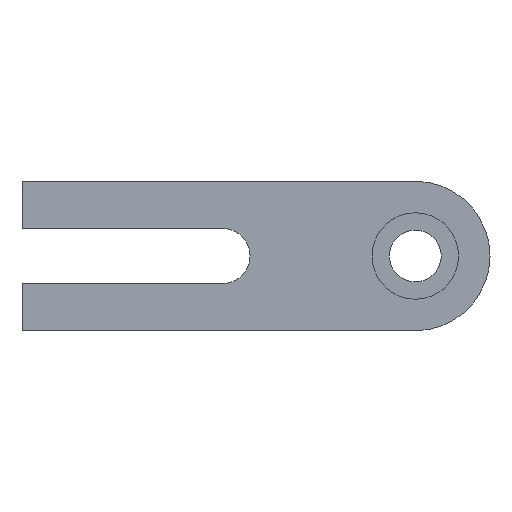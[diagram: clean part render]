
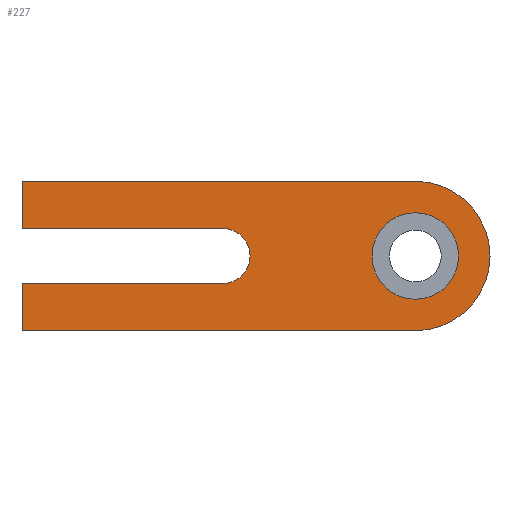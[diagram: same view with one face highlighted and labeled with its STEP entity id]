
A CAD part, front view. The second image highlights one B-rep face of the part: STEP entity #227.
In plain terms, the highlighted planar face has unit normal (0, -1, 0).
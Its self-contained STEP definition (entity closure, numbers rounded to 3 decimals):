
#1 = CARTESIAN_POINT ( 'NONE',  ( -24.5, 0., 0. ) ) ;
#2 = EDGE_CURVE ( 'NONE', #190, #643, #219, .T. ) ;
#4 = CARTESIAN_POINT ( 'NONE',  ( 0., 0., 9.5 ) ) ;
#8 = CARTESIAN_POINT ( 'NONE',  ( -24.5, 0., -3.5 ) ) ;
#14 = EDGE_CURVE ( 'NONE', #119, #366, #376, .T. ) ;
#16 = CARTESIAN_POINT ( 'NONE',  ( -50., 0., 9.5 ) ) ;
#17 = CARTESIAN_POINT ( 'NONE',  ( 0., 0., 0. ) ) ;
#18 = ORIENTED_EDGE ( 'NONE', *, *, #426, .T. ) ;
#22 = EDGE_LOOP ( 'NONE', ( #537, #581 ) ) ;
#28 = CARTESIAN_POINT ( 'NONE',  ( 0., 0., 0. ) ) ;
#43 = VERTEX_POINT ( 'NONE', #568 ) ;
#51 = EDGE_CURVE ( 'NONE', #643, #361, #363, .T. ) ;
#61 = DIRECTION ( 'NONE',  ( 0., 0., 1. ) ) ;
#72 = CARTESIAN_POINT ( 'NONE',  ( -50., 0., 3.5 ) ) ;
#79 = PLANE ( 'NONE',  #622 ) ;
#81 = VECTOR ( 'NONE', #554, 1000. ) ;
#97 = DIRECTION ( 'NONE',  ( 0., 0., 1. ) ) ;
#98 = CARTESIAN_POINT ( 'NONE',  ( -50., 0., 9.5 ) ) ;
#99 = FACE_BOUND ( 'NONE', #22, .T. ) ;
#104 = ORIENTED_EDGE ( 'NONE', *, *, #2, .F. ) ;
#111 = ORIENTED_EDGE ( 'NONE', *, *, #14, .T. ) ;
#112 = EDGE_CURVE ( 'NONE', #178, #415, #239, .T. ) ;
#113 = ORIENTED_EDGE ( 'NONE', *, *, #51, .F. ) ;
#119 = VERTEX_POINT ( 'NONE', #498 ) ;
#125 = DIRECTION ( 'NONE',  ( 0., 1., 0. ) ) ;
#137 = DIRECTION ( 'NONE',  ( 0., 1., 0. ) ) ;
#140 = EDGE_CURVE ( 'NONE', #190, #119, #388, .T. ) ;
#150 = DIRECTION ( 'NONE',  ( -1., 0., 0. ) ) ;
#152 = CARTESIAN_POINT ( 'NONE',  ( -50., 0., -9.5 ) ) ;
#154 = LINE ( 'NONE', #459, #381 ) ;
#156 = AXIS2_PLACEMENT_3D ( 'NONE', #648, #455, #403 ) ;
#176 = EDGE_CURVE ( 'NONE', #361, #43, #254, .T. ) ;
#178 = VERTEX_POINT ( 'NONE', #583 ) ;
#180 = DIRECTION ( 'NONE',  ( 0., 0., 1. ) ) ;
#190 = VERTEX_POINT ( 'NONE', #395 ) ;
#192 = CARTESIAN_POINT ( 'NONE',  ( 0., 0., -5.5 ) ) ;
#203 = ORIENTED_EDGE ( 'NONE', *, *, #140, .T. ) ;
#219 = LINE ( 'NONE', #152, #81 ) ;
#220 = EDGE_CURVE ( 'NONE', #652, #277, #508, .T. ) ;
#227 = ADVANCED_FACE ( 'NONE', ( #99, #535 ), #79, .F. ) ;
#236 = CARTESIAN_POINT ( 'NONE',  ( 0., 0., 0. ) ) ;
#239 = LINE ( 'NONE', #378, #245 ) ;
#243 = EDGE_LOOP ( 'NONE', ( #111, #18, #601, #398, #267, #113, #104, #203 ) ) ;
#245 = VECTOR ( 'NONE', #532, 1000. ) ;
#254 = CIRCLE ( 'NONE', #538, 9.5 ) ;
#264 = DIRECTION ( 'NONE',  ( -1., 0., 0. ) ) ;
#267 = ORIENTED_EDGE ( 'NONE', *, *, #176, .F. ) ;
#272 = DIRECTION ( 'NONE',  ( 1., 0., 0. ) ) ;
#277 = VERTEX_POINT ( 'NONE', #192 ) ;
#288 = CIRCLE ( 'NONE', #594, 5.5 ) ;
#323 = VECTOR ( 'NONE', #264, 1000. ) ;
#324 = DIRECTION ( 'NONE',  ( 0., -1., 0. ) ) ;
#361 = VERTEX_POINT ( 'NONE', #4 ) ;
#363 = LINE ( 'NONE', #16, #384 ) ;
#366 = VERTEX_POINT ( 'NONE', #8 ) ;
#376 = CIRCLE ( 'NONE', #400, 3.5 ) ;
#378 = CARTESIAN_POINT ( 'NONE',  ( -50., 0., -9.5 ) ) ;
#381 = VECTOR ( 'NONE', #150, 1000. ) ;
#384 = VECTOR ( 'NONE', #272, 1000. ) ;
#388 = LINE ( 'NONE', #72, #624 ) ;
#395 = CARTESIAN_POINT ( 'NONE',  ( -50., 0., 3.5 ) ) ;
#398 = ORIENTED_EDGE ( 'NONE', *, *, #599, .F. ) ;
#400 = AXIS2_PLACEMENT_3D ( 'NONE', #1, #608, #61 ) ;
#403 = DIRECTION ( 'NONE',  ( 0., 0., -1. ) ) ;
#415 = VERTEX_POINT ( 'NONE', #607 ) ;
#426 = EDGE_CURVE ( 'NONE', #366, #415, #438, .T. ) ;
#429 = DIRECTION ( 'NONE',  ( 1., 0., 0. ) ) ;
#438 = LINE ( 'NONE', #460, #323 ) ;
#455 = DIRECTION ( 'NONE',  ( 0., -1., 0. ) ) ;
#458 = EDGE_CURVE ( 'NONE', #277, #652, #288, .T. ) ;
#459 = CARTESIAN_POINT ( 'NONE',  ( -50., 0., -9.5 ) ) ;
#460 = CARTESIAN_POINT ( 'NONE',  ( -50., 0., -3.5 ) ) ;
#498 = CARTESIAN_POINT ( 'NONE',  ( -24.5, 0., 3.5 ) ) ;
#508 = CIRCLE ( 'NONE', #156, 5.5 ) ;
#522 = DIRECTION ( 'NONE',  ( 0., 0., -1. ) ) ;
#532 = DIRECTION ( 'NONE',  ( 0., 0., 1. ) ) ;
#535 = FACE_OUTER_BOUND ( 'NONE', #243, .T. ) ;
#537 = ORIENTED_EDGE ( 'NONE', *, *, #458, .F. ) ;
#538 = AXIS2_PLACEMENT_3D ( 'NONE', #28, #125, #180 ) ;
#554 = DIRECTION ( 'NONE',  ( 0., 0., 1. ) ) ;
#568 = CARTESIAN_POINT ( 'NONE',  ( 0., 0., -9.5 ) ) ;
#581 = ORIENTED_EDGE ( 'NONE', *, *, #220, .F. ) ;
#583 = CARTESIAN_POINT ( 'NONE',  ( -50., 0., -9.5 ) ) ;
#594 = AXIS2_PLACEMENT_3D ( 'NONE', #17, #324, #522 ) ;
#599 = EDGE_CURVE ( 'NONE', #43, #178, #154, .T. ) ;
#601 = ORIENTED_EDGE ( 'NONE', *, *, #112, .F. ) ;
#604 = CARTESIAN_POINT ( 'NONE',  ( 0., 0., 5.5 ) ) ;
#607 = CARTESIAN_POINT ( 'NONE',  ( -50., 0., -3.5 ) ) ;
#608 = DIRECTION ( 'NONE',  ( 0., 1., 0. ) ) ;
#622 = AXIS2_PLACEMENT_3D ( 'NONE', #236, #137, #97 ) ;
#624 = VECTOR ( 'NONE', #429, 1000. ) ;
#643 = VERTEX_POINT ( 'NONE', #98 ) ;
#648 = CARTESIAN_POINT ( 'NONE',  ( 0., 0., 0. ) ) ;
#652 = VERTEX_POINT ( 'NONE', #604 ) ;
